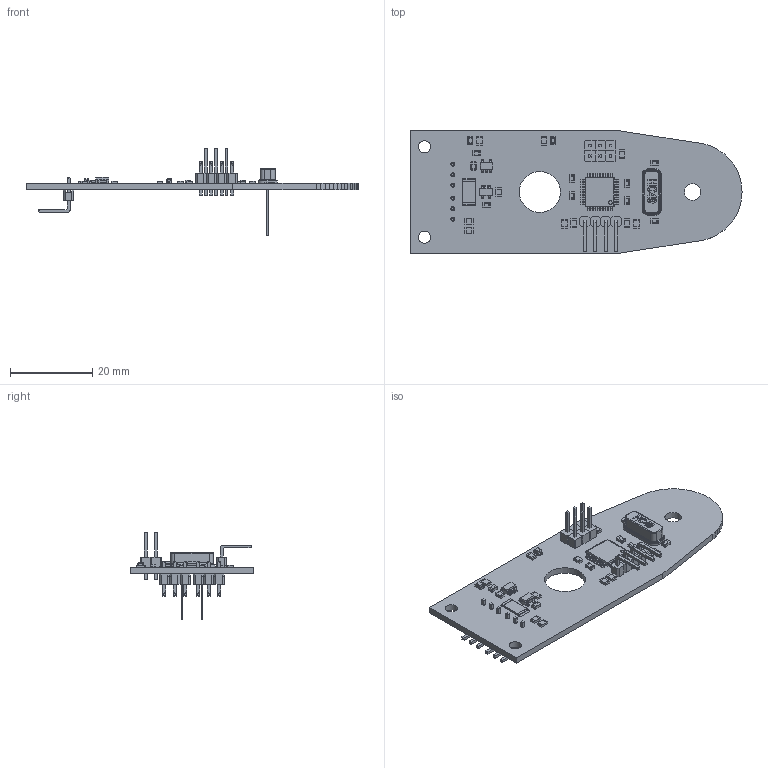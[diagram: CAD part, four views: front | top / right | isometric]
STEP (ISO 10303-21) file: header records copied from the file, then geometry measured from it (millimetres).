
FILE_DESCRIPTION(('Open CASCADE Model'),'2;1');
FILE_NAME('Open CASCADE Shape Model','2019-11-16T23:48:55',('Author'),( 'Open CASCADE'),'Open CASCADE STEP processor 6.8','Open CASCADE 6.8' ,'Unknown');
FILE_SCHEMA(('AUTOMOTIVE_DESIGN { 1 0 10303 214 1 1 1 1 }'));
Length unit declared in the file: millimetre
Products named in the file (51): PCB; Board; Z1; User_Library-HC49_Crystal; VD1; Led_Red_0805; VD2; R4; 700014056; Extruded; 700013920; R8; 700014192; R9; R5; DA1; User_Library-SOT23-5-3; User_Library-SOT23-5-3_Free-Models003; User_Library-SOT23-5-3_Fusion; DA2; C2; CAP0805; C1; C3; C9; C8; C6; C7; DD1; User_Library-tqfp32; R1; 700013784; R3; User_Library-R2512-1; R6; R7; R10; R11; X1; User_Library-PLS-3R_gold ...
Assembly tree (88 placements, depth 4):
  PCB
    Board
    Z1
      User_Library-HC49_Crystal
    VD1
      Led_Red_0805
    VD2
      Led_Red_0805
    R4
      700014056  x2
        Extruded
      700013920
        Extruded
    R8
      700014056  x2
        Extruded
      700014192
        Extruded
    R9
      700014056  x2
        Extruded
      700013920
        Extruded
    R5
      700014056  x2
        Extruded
      700013920
        Extruded
    DA1
      User_Library-SOT23-5-3
        User_Library-SOT23-5-3_Free-Models003
        User_Library-SOT23-5-3_Fusion
    DA2
      User_Library-SOT23-5-3
        User_Library-SOT23-5-3_Free-Models003
        User_Library-SOT23-5-3_Fusion
    C2
      CAP0805
    C1
      CAP0805
    C3
      CAP0805
    C9
      CAP0805
    C8
      CAP0805
    C6
      CAP0805
    C7
      CAP0805
    DD1
      User_Library-tqfp32
    R1
      700013784  x2
        Extruded
      700013920
        Extruded
    R3
      User_Library-R2512-1
    R6
Bounding box: 80.8 x 30 x 21.24 mm (x, y, z)
Volume: 3942.5 mm3; surface area: 6706.4 mm2
Topology: 98 solids, 413 shells, 2373 faces, 6493 edges, 4574 vertices
Faces by surface type: plane 1914, cylinder 334, sphere 84, bspline 29, torus 12
Full cylindrical faces by diameter (mm): 0.7 x2, 0.9 x6, 0.95 x10, 3 x2, 4 x1, 10 x1
Entity records: 59029 total; most frequent: CARTESIAN_POINT 10120, ORIENTED_EDGE 8078, DIRECTION 7599, EDGE_CURVE 4111, LINE 3737, VECTOR 3737, VERTEX_POINT 2726, AXIS2_PLACEMENT_3D 1931
